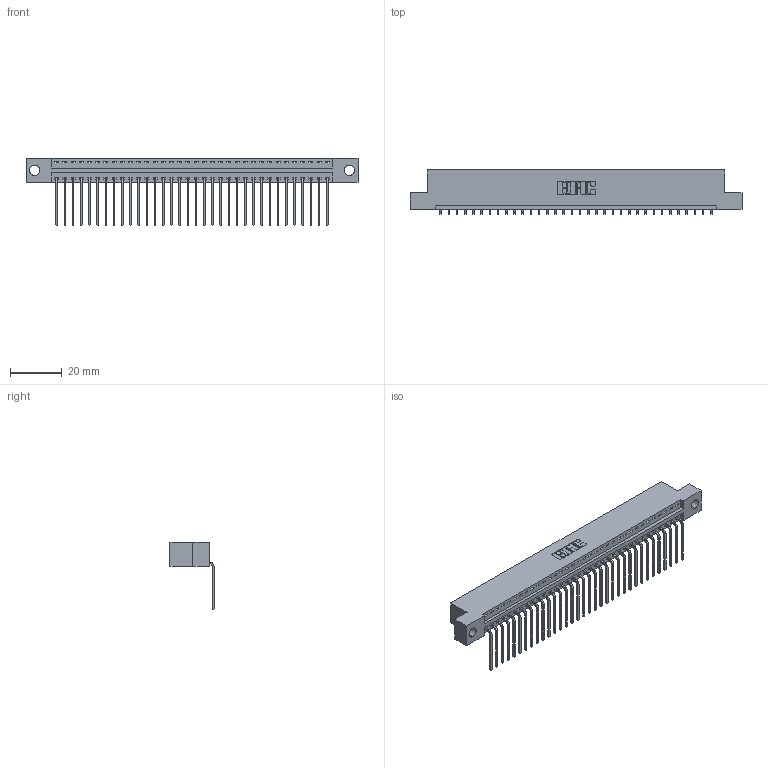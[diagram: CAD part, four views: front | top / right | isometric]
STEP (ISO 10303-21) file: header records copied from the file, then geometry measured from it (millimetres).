
FILE_DESCRIPTION (( 'STEP AP203' ), '1' );
FILE_NAME ('346-034-559-104.STEP', '2022-05-06T22:06:32', ( '' ), ( '' ), 'SwSTEP 2.0', 'SolidWorks 2020', '' );
FILE_SCHEMA (( 'CONFIG_CONTROL_DESIGN' ));
Length unit declared in the file: inch
Products named in the file (3): 345-292-001_558 559 Tail - 1; 346 Part_Flush Mounting Lugs - 0.156 Dia-TH; 346-034-559-104
Assembly tree (35 placements, depth 2):
  346-034-559-104
    346 Part_Flush Mounting Lugs - 0.156 Dia-TH
    345-292-001_558 559 Tail - 1  x34
Bounding box: 128.52 x 17.08 x 26.16 mm (x, y, z)
Volume: 12254.8 mm3; surface area: 15743.7 mm2
Topology: 35 solids, 35 shells, 2176 faces, 6553 edges, 4322 vertices
Faces by surface type: plane 1518, cylinder 658
Entity records: 22681 total; most frequent: CARTESIAN_POINT 3900, ORIENTED_EDGE 3866, DIRECTION 3449, EDGE_CURVE 1933, LINE 1665, VECTOR 1665, VERTEX_POINT 1286, AXIS2_PLACEMENT_3D 892
